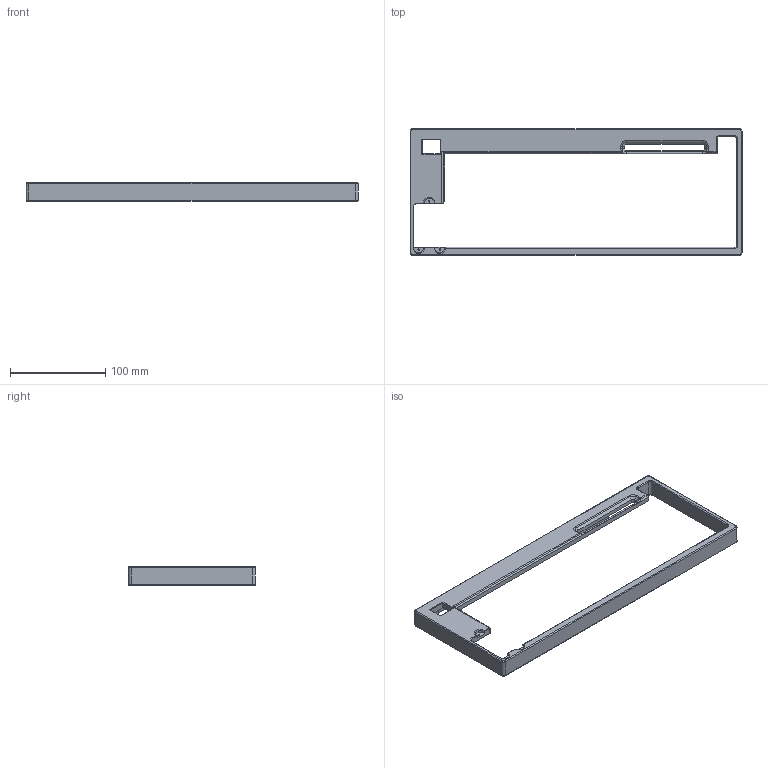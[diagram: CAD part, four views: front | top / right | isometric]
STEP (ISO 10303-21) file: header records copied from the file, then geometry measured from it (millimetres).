
FILE_DESCRIPTION(('HOOPS Exchange Step'),'2;1');
FILE_NAME('temp_export','2023-11-30T00:26:41-16:00',('zeder'),('Shapr3D Limited'),'HOOPS Exchange 2023.2','Shapr3D','Authorized');
FILE_SCHEMA( ('AUTOMOTIVE_DESIGN { 1 0 10303 214 1 1 1 1 }') );
Length unit declared in the file: millimetre
Products named in the file (2): 定位板; root
Assembly tree (1 placements, depth 2):
  root
    定位板
Bounding box: 347.95 x 132.87 x 19.5 mm (x, y, z)
Volume: 146605.4 mm3; surface area: 64218.1 mm2
Topology: 1 solids, 1 shells, 287 faces, 737 edges, 462 vertices
Faces by surface type: plane 159, cylinder 90, torus 18, bspline 9, cone 7, sphere 4
Full cylindrical faces by diameter (mm): 1.6 x17
Entity records: 9920 total; most frequent: CARTESIAN_POINT 2803, DIRECTION 1503, ORIENTED_EDGE 1462, EDGE_CURVE 731, AXIS2_PLACEMENT_3D 510, VECTOR 483, LINE 483, VERTEX_POINT 462
